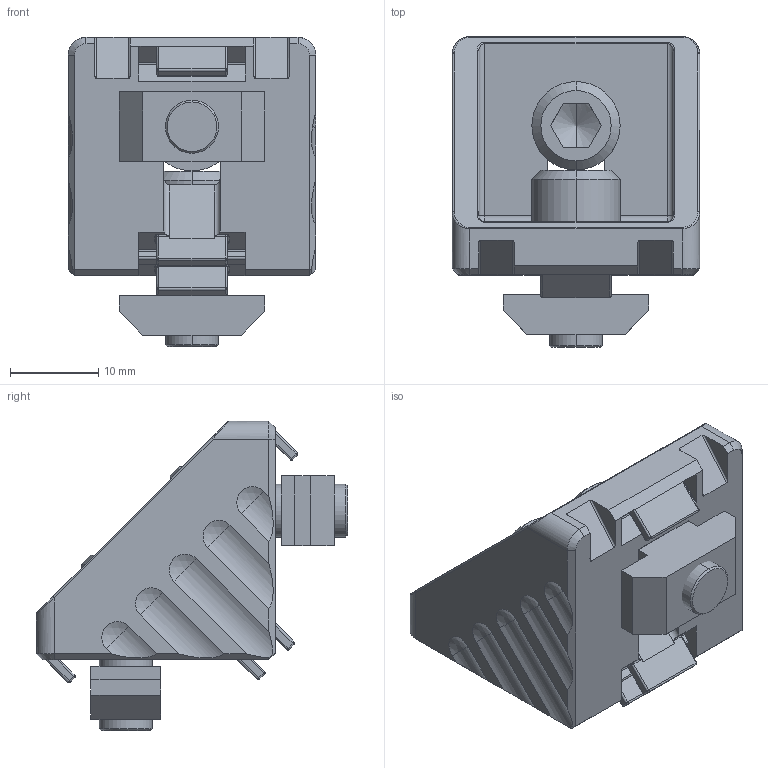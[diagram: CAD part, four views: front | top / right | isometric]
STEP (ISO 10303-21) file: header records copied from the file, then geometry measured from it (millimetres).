
FILE_DESCRIPTION((''),'2;1');
FILE_NAME('3 842 523 528 - 30x30 gusset with 8mm fasteners.ipt.stp','2011-06-02T21:57:30',(''),(''),'Autodesk Inventor 2011','Autodesk Inventor 2011','');
FILE_SCHEMA(('AUTOMOTIVE_DESIGN { 1 0 10303 214 1 1 1 1 }'));
Length unit declared in the file: millimetre
Products named in the file (1): 3 842 523 528 - 30x30 gusset with 8mm fasteners
Bounding box: 28 x 35.2 x 35 mm (x, y, z)
Volume: 10706.7 mm3; surface area: 6953.4 mm2
Topology: 5 solids, 5 shells, 292 faces, 755 edges, 454 vertices
Faces by surface type: plane 122, cylinder 100, sphere 36, bspline 18, cone 16
Entity records: 12029 total; most frequent: CARTESIAN_POINT 5246, ORIENTED_EDGE 1466, DIRECTION 1351, EDGE_CURVE 733, AXIS2_PLACEMENT_3D 459, VERTEX_POINT 454, VECTOR 433, LINE 433
